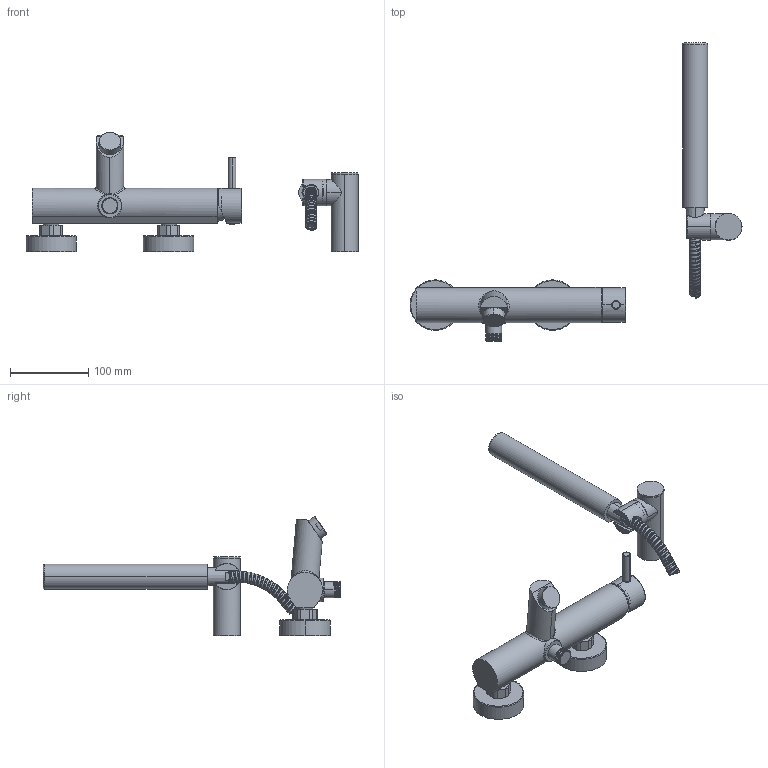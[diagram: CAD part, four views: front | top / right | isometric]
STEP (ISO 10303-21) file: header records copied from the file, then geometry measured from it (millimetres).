
FILE_DESCRIPTION((''),'2;1');
FILE_NAME('SK023CR','2021-01-19T15:15:18',('ut3'),('PAFFONI SpA'),'CREO PARAMETRIC BY PTC INC, 2020044','CREO PARAMETRIC BY PTC INC, 2020044','');
FILE_SCHEMA(('CONFIG_CONTROL_DESIGN','SHAPE_APPEARANCE_LAYERS_GROUPS'));
Length unit declared in the file: millimetre
Products named in the file (1): SK023CR
Bounding box: 424.5 x 381 x 152.4 mm (x, y, z)
Volume: 877880.9 mm3; surface area: 153309.6 mm2
Topology: 3 solids, 3 shells, 469 faces, 1137 edges, 687 vertices
Faces by surface type: cylinder 139, plane 136, bspline 80, cone 58, torus 30, sphere 26
Entity records: 52969 total; most frequent: CARTESIAN_POINT 39098, ORIENTED_EDGE 2256, DIRECTION 2015, EDGE_CURVE 1128, AXIS2_PLACEMENT_3D 821, VERTEX_POINT 685, FILL_AREA_STYLE_COLOUR 508, FILL_AREA_STYLE 508
